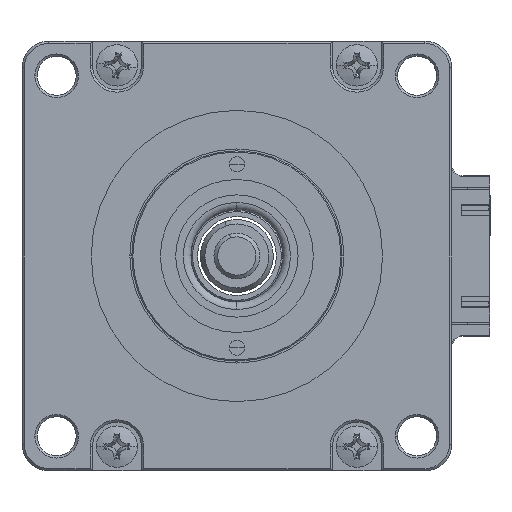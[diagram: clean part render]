
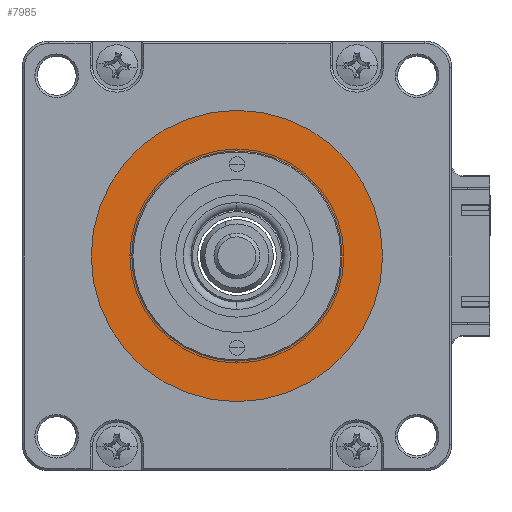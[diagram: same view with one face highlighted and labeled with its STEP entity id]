
A CAD part, left-side view. The second image highlights one B-rep face of the part: STEP entity #7985.
In plain terms, the highlighted planar face has unit normal (-1, 0, 0).
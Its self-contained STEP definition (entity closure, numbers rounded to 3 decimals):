
#372 = VERTEX_POINT ( 'NONE', #2550 ) ;
#728 = ORIENTED_EDGE ( 'NONE', *, *, #4860, .F. ) ;
#1383 = AXIS2_PLACEMENT_3D ( 'NONE', #4038, #11262, #5079 ) ;
#1393 = CARTESIAN_POINT ( 'NONE',  ( -32.623, -14.578, 48.3 ) ) ;
#1995 = DIRECTION ( 'NONE',  ( -1., 0., 0. ) ) ;
#2304 = VERTEX_POINT ( 'NONE', #7531 ) ;
#2390 = DIRECTION ( 'NONE',  ( -1., 0., 0. ) ) ;
#2484 = DIRECTION ( 'NONE',  ( -1., 0., 0. ) ) ;
#2550 = CARTESIAN_POINT ( 'NONE',  ( -32.623, 18.222, 48.3 ) ) ;
#2851 = AXIS2_PLACEMENT_3D ( 'NONE', #8719, #2484, #9764 ) ;
#3105 = CIRCLE ( 'NONE', #2851, 13.75 ) ;
#4038 = CARTESIAN_POINT ( 'NONE',  ( -32.623, 4.472, 48.3 ) ) ;
#4308 = ORIENTED_EDGE ( 'NONE', *, *, #10056, .F. ) ;
#4807 = CARTESIAN_POINT ( 'NONE',  ( -32.623, 23.522, 48.3 ) ) ;
#4860 = EDGE_CURVE ( 'NONE', #372, #2304, #3105, .T. ) ;
#5031 = CIRCLE ( 'NONE', #12204, 19.05 ) ;
#5079 = DIRECTION ( 'NONE',  ( 0., -1., 0. ) ) ;
#5702 = VERTEX_POINT ( 'NONE', #1393 ) ;
#5917 = DIRECTION ( 'NONE',  ( -1., 0., 0. ) ) ;
#6383 = CIRCLE ( 'NONE', #9798, 19.05 ) ;
#7531 = CARTESIAN_POINT ( 'NONE',  ( -32.623, -9.278, 48.3 ) ) ;
#7646 = CIRCLE ( 'NONE', #1383, 13.75 ) ;
#7859 = FACE_BOUND ( 'NONE', #7890, .T. ) ;
#7890 = EDGE_LOOP ( 'NONE', ( #728, #4308 ) ) ;
#7985 = ADVANCED_FACE ( 'NONE', ( #7859, #8179 ), #10190, .T. ) ;
#8179 = FACE_OUTER_BOUND ( 'NONE', #9366, .T. ) ;
#8232 = CARTESIAN_POINT ( 'NONE',  ( -32.623, 29.072, 72.9 ) ) ;
#8392 = EDGE_CURVE ( 'NONE', #13146, #5702, #6383, .T. ) ;
#8597 = CARTESIAN_POINT ( 'NONE',  ( -32.623, 4.472, 48.3 ) ) ;
#8719 = CARTESIAN_POINT ( 'NONE',  ( -32.623, 4.472, 48.3 ) ) ;
#9288 = DIRECTION ( 'NONE',  ( 0., -1., 0. ) ) ;
#9366 = EDGE_LOOP ( 'NONE', ( #11353, #10600 ) ) ;
#9688 = DIRECTION ( 'NONE',  ( 0., -1., 0. ) ) ;
#9764 = DIRECTION ( 'NONE',  ( 0., -1., 0. ) ) ;
#9798 = AXIS2_PLACEMENT_3D ( 'NONE', #12076, #5917, #13061 ) ;
#10056 = EDGE_CURVE ( 'NONE', #2304, #372, #7646, .T. ) ;
#10190 = PLANE ( 'NONE',  #10799 ) ;
#10314 = EDGE_CURVE ( 'NONE', #5702, #13146, #5031, .T. ) ;
#10600 = ORIENTED_EDGE ( 'NONE', *, *, #8392, .T. ) ;
#10799 = AXIS2_PLACEMENT_3D ( 'NONE', #8232, #1995, #9288 ) ;
#11262 = DIRECTION ( 'NONE',  ( -1., 0., 0. ) ) ;
#11353 = ORIENTED_EDGE ( 'NONE', *, *, #10314, .T. ) ;
#12076 = CARTESIAN_POINT ( 'NONE',  ( -32.623, 4.472, 48.3 ) ) ;
#12204 = AXIS2_PLACEMENT_3D ( 'NONE', #8597, #2390, #9688 ) ;
#13061 = DIRECTION ( 'NONE',  ( 0., -1., 0. ) ) ;
#13146 = VERTEX_POINT ( 'NONE', #4807 ) ;
